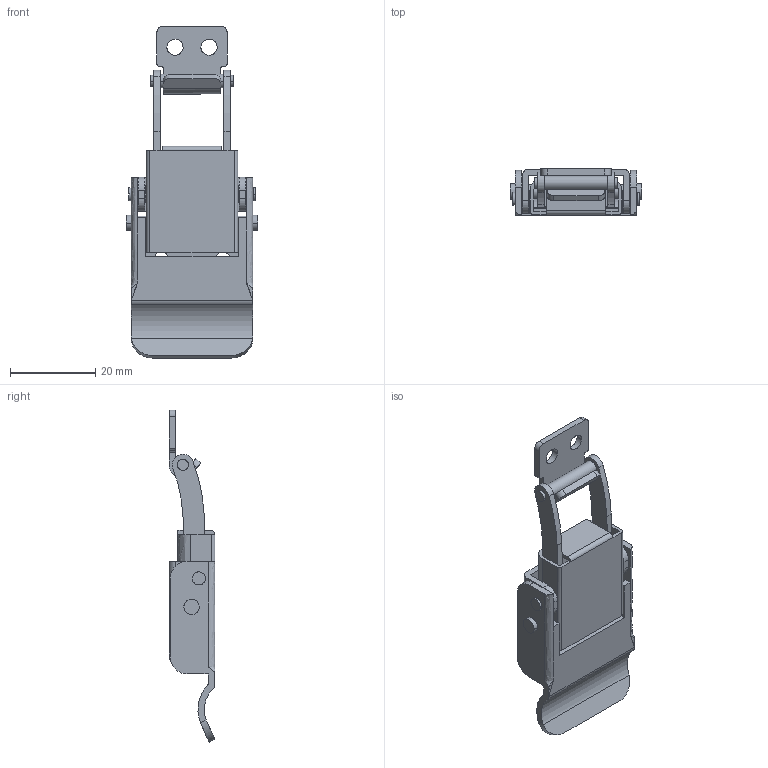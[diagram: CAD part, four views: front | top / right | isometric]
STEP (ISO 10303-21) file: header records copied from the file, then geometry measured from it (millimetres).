
FILE_DESCRIPTION((''),'2;1');
FILE_NAME('','2005-07-15T16:17:11',(''),(''),'','CADfix','');
FILE_SCHEMA(('AUTOMOTIVE_DESIGN'));
Length unit declared in the file: millimetre
Products named in the file (9): shaft_B; shaft_C; shaft_A; lever; keeper; housing; base; arm; TL_28A_1_5757_36
Assembly tree (9 placements, depth 2):
  TL_28A_1_5757_36
    shaft_B  x2
    shaft_C
    shaft_A
    lever
    keeper
    housing
    base
    arm
Bounding box: 31 x 10.8 x 78.1 mm (x, y, z)
Volume: 5280.8 mm3; surface area: 9542.8 mm2
Topology: 9 solids, 9 shells, 243 faces, 741 edges, 522 vertices
Faces by surface type: bspline 243
Entity records: 9110 total; most frequent: CARTESIAN_POINT 5013, ORIENTED_EDGE 1418, EDGE_CURVE 709, VERTEX_POINT 498, QUASI_UNIFORM_CURVE 339, EDGE_LOOP 267, FACE_OUTER_BOUND 233, ADVANCED_FACE 233
